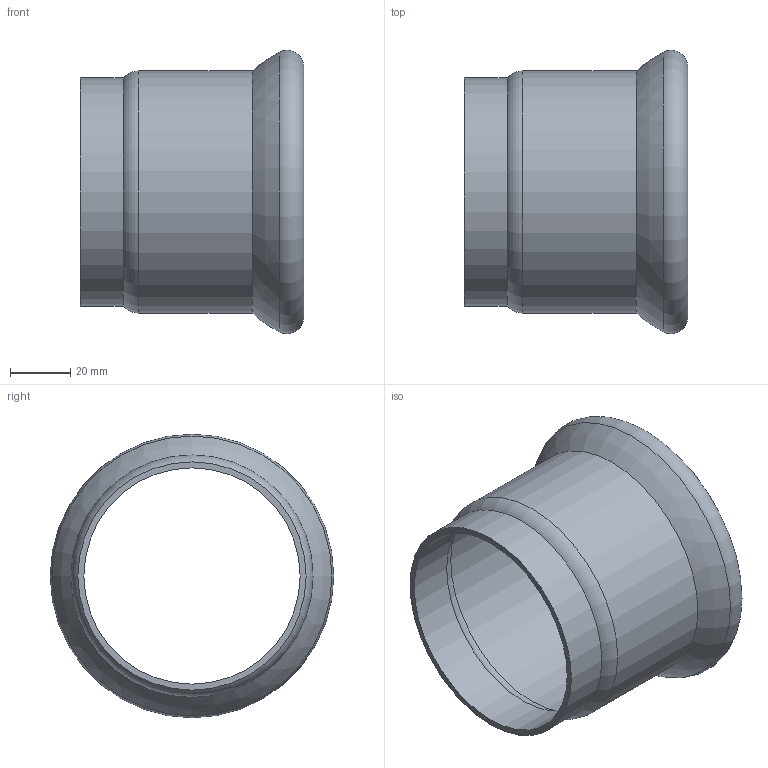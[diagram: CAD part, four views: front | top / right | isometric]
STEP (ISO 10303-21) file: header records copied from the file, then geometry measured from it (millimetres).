
FILE_DESCRIPTION(/* description */ ('MEZZOMANICOTTO A SALDARE DN76,1 (INOXPRES)'),/* implementation_level */ '2;1');
FILE_NAME(/* name */ '187076000R_Inoxpres.stp',/* time_stamp */ '2022-10-11T16:43:56+02:00',/* author */ ('Vault'),/* organization */ ('Raccorderie metalliche s.p.a. '),/* preprocessor_version */ 'ST-DEVELOPER v18.1',/* originating_system */ 'Autodesk Inventor 2020',/* authorisation */ 'Raccorderie metalliche s.p.a. ');
FILE_SCHEMA (('AUTOMOTIVE_DESIGN { 1 0 10303 214 3 1 1 }'));
Length unit declared in the file: millimetre
Products named in the file (1): 187076000R_Inoxpres
Bounding box: 74.5 x 94.49 x 94.49 mm (x, y, z)
Volume: 56716.9 mm3; surface area: 39951 mm2
Topology: 1 solids, 1 shells, 15 faces, 52 edges, 39 vertices
Faces by surface type: cylinder 6, torus 5, plane 2, bspline 1, cone 1
Full cylindrical faces by diameter (mm): 72.1 x1, 76.1 x1, 76.7 x1, 78.5 x2, 80.7 x1
Entity records: 682 total; most frequent: CARTESIAN_POINT 133, DIRECTION 127, ORIENTED_EDGE 104, AXIS2_PLACEMENT_3D 60, EDGE_CURVE 52, CIRCLE 45, VERTEX_POINT 39, EDGE_LOOP 17
